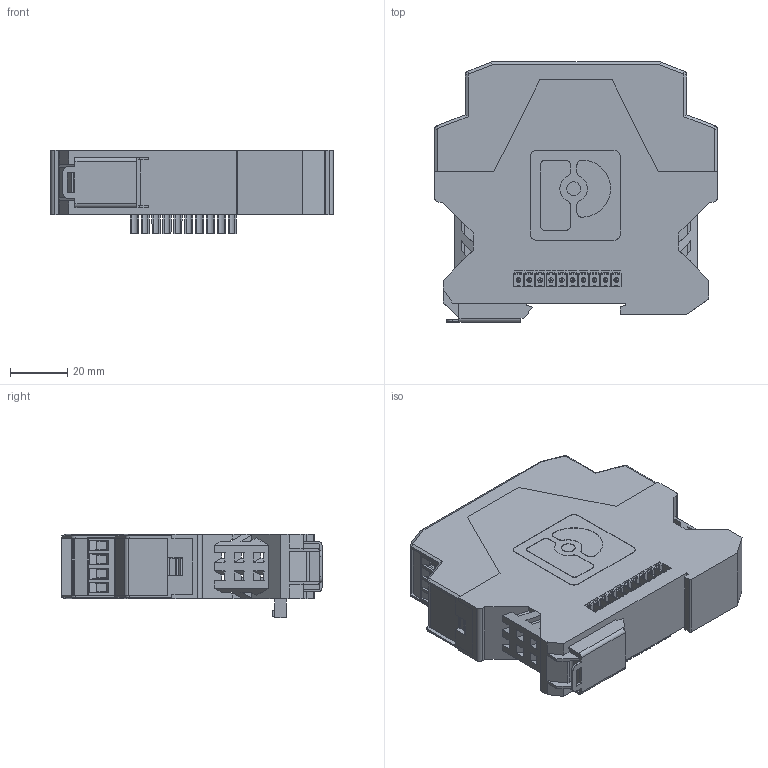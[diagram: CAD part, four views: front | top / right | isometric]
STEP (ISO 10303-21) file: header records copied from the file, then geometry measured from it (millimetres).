
FILE_DESCRIPTION(/* description */ ('Lucon Slave'),/* implementation_level */ '2;1');
FILE_NAME(/* name */ 'Lucon_Com',/* time_stamp */ '2022-08-26T11:31:38+02:00',/* author */ (''),/* organization */ ('GEFASOFT Automatisierung und Software GmbH'),/* preprocessor_version */ 'ST-DEVELOPER v16.7',/* originating_system */ 'Solid Edge',/* authorisation */ 'Unknown');
FILE_SCHEMA (('AUTOMOTIVE_DESIGN {1 0 10303 214 3 1 1}'));
Products named in the file (9): Lucon_Com; pxc_2735991_12_ME-22-5-F-UT-BUS-10-GN_3D; pxc_2907156_02_ME-B-22-5-MSTBO-GN_3D; pxc_1779851_07_MSTBT-2-5-4-ST_3D; pxc_1861073_09_MSTBO-2-5-4-G1R_3D; pxc_1861060_10_MSTBO-2-5-4-G1L_3D; Platine_Com; Deckel_Com; J0011D01BNL_3D
Assembly tree (10 placements, depth 2):
  Lucon_Com
    pxc_2735991_12_ME-22-5-F-UT-BUS-10-GN_3D
    pxc_2907156_02_ME-B-22-5-MSTBO-GN_3D  x2
    pxc_1779851_07_MSTBT-2-5-4-ST_3D  x2
    pxc_1861073_09_MSTBO-2-5-4-G1R_3D
    pxc_1861060_10_MSTBO-2-5-4-G1L_3D
    Platine_Com
    Deckel_Com
    J0011D01BNL_3D
Bounding box: 99 x 91.1 x 29.2 mm (x, y, z)
Volume: 72182.5 mm3; surface area: 75876.8 mm2
Topology: 10 solids, 10 shells, 3715 faces, 10282 edges, 6756 vertices
Faces by surface type: plane 3083, cylinder 594, cone 26, bspline 12
Full cylindrical faces by diameter (mm): 0.3 x17, 0.9 x17, 1.4 x32, 1.6 x20, 2.8 x16, 3.25 x2, 3.783 x8, 4 x8, 4.796 x1
Entity records: 106865 total; most frequent: CARTESIAN_POINT 16844, ORIENTED_EDGE 16164, DIRECTION 14998, EDGE_CURVE 8082, LINE 6998, VECTOR 6998, VERTEX_POINT 5366, AXIS2_PLACEMENT_3D 4000
